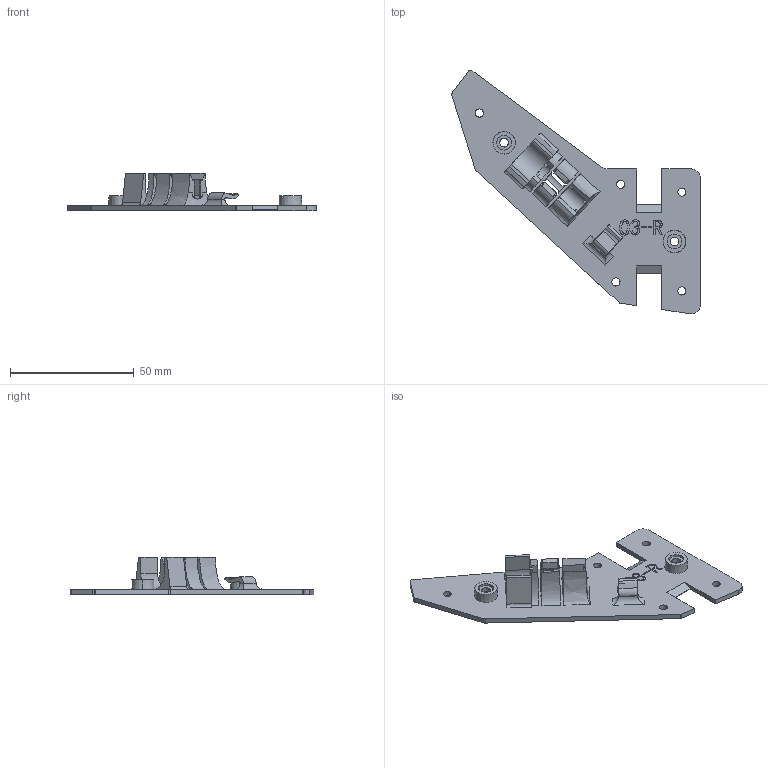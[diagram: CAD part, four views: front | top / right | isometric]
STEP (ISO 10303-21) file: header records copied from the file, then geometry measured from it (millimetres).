
FILE_DESCRIPTION (( 'STEP AP214' ), '1' );
FILE_NAME ('MidAb_R_base.STEP', '2017-08-15T08:02:23', ( '' ), ( '' ), 'SwSTEP 2.0', 'SolidWorks 2016', '' );
FILE_SCHEMA (( 'AUTOMOTIVE_DESIGN' ));
Length unit declared in the file: millimetre
Products named in the file (1): MidAb_R_base
Bounding box: 100.53 x 98.63 x 15.03 mm (x, y, z)
Volume: 11337.1 mm3; surface area: 11978 mm2
Topology: 1 solids, 1 shells, 245 faces, 686 edges, 455 vertices
Faces by surface type: plane 145, cylinder 52, bspline 31, cone 17
Entity records: 11815 total; most frequent: CARTESIAN_POINT 4179, ORIENTED_EDGE 1372, DIRECTION 1083, EDGE_CURVE 686, VERTEX_POINT 455, LINE 429, VECTOR 429, AXIS2_PLACEMENT_3D 327
